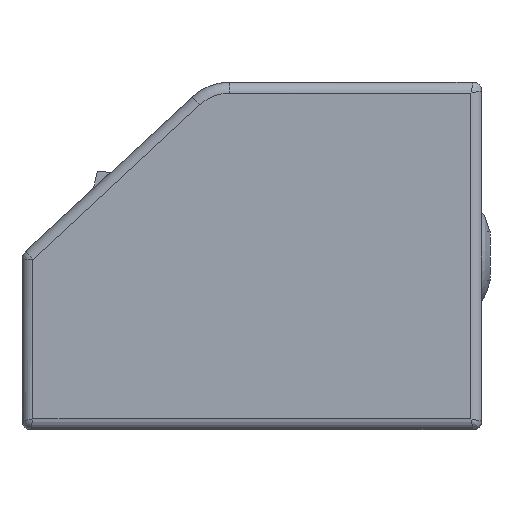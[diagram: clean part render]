
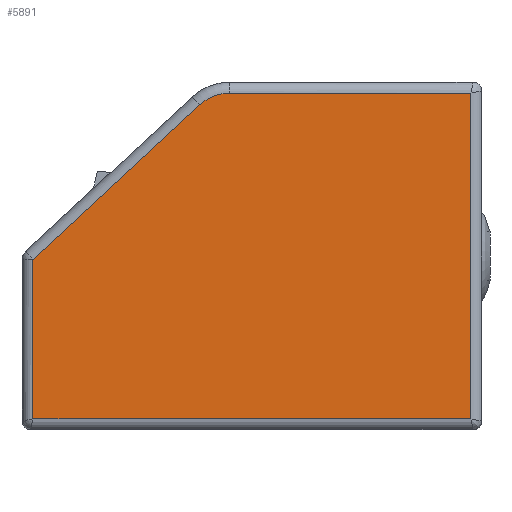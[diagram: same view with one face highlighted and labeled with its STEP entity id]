
A CAD part, left-side view. The second image highlights one B-rep face of the part: STEP entity #5891.
In plain terms, the highlighted planar face has unit normal (-1, 0, 0).
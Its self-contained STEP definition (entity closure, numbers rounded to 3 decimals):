
#14 = AXIS2_PLACEMENT_3D ( 'NONE', #9950, #5134, #273 ) ;
#152 = VERTEX_POINT ( 'NONE', #4795 ) ;
#209 = VECTOR ( 'NONE', #8975, 1000. ) ;
#273 = DIRECTION ( 'NONE',  ( 0., 0., -1. ) ) ;
#300 = PLANE ( 'NONE',  #7514 ) ;
#324 = LINE ( 'NONE', #902, #209 ) ;
#762 = EDGE_CURVE ( 'NONE', #7364, #4411, #8633, .T. ) ;
#902 = CARTESIAN_POINT ( 'NONE',  ( -506.45, -11.838, -62.059 ) ) ;
#1069 = CARTESIAN_POINT ( 'NONE',  ( -506.45, -41.238, -62.059 ) ) ;
#1114 = DIRECTION ( 'NONE',  ( 0., 0., -1. ) ) ;
#1150 = CIRCLE ( 'NONE', #14, 0.067 ) ;
#1200 = EDGE_CURVE ( 'NONE', #7007, #2957, #5605, .T. ) ;
#2586 = EDGE_CURVE ( 'NONE', #4411, #5209, #4650, .T. ) ;
#2800 = EDGE_CURVE ( 'NONE', #3081, #7364, #3520, .T. ) ;
#2957 = VERTEX_POINT ( 'NONE', #5720 ) ;
#3081 = VERTEX_POINT ( 'NONE', #1069 ) ;
#3412 = VECTOR ( 'NONE', #9295, 1000. ) ;
#3520 = LINE ( 'NONE', #9224, #3412 ) ;
#3599 = CARTESIAN_POINT ( 'NONE',  ( -506.45, 38.762, -32.962 ) ) ;
#4411 = VERTEX_POINT ( 'NONE', #5968 ) ;
#4601 = DIRECTION ( 'NONE',  ( 0., 0.734, -0.68 ) ) ;
#4650 = CIRCLE ( 'NONE', #7316, 8. ) ;
#4795 = CARTESIAN_POINT ( 'NONE',  ( -506.45, 38.741, -32.913 ) ) ;
#5134 = DIRECTION ( 'NONE',  ( -1., 0., 0. ) ) ;
#5209 = VERTEX_POINT ( 'NONE', #5713 ) ;
#5339 = EDGE_CURVE ( 'NONE', #152, #7007, #1150, .T. ) ;
#5362 = CARTESIAN_POINT ( 'NONE',  ( -506.45, -3.808, 6.508 ) ) ;
#5550 = ORIENTED_EDGE ( 'NONE', *, *, #2800, .T. ) ;
#5575 = ORIENTED_EDGE ( 'NONE', *, *, #762, .T. ) ;
#5583 = ORIENTED_EDGE ( 'NONE', *, *, #2586, .T. ) ;
#5597 = VECTOR ( 'NONE', #10291, 1000. ) ;
#5605 = LINE ( 'NONE', #10312, #5597 ) ;
#5652 = ORIENTED_EDGE ( 'NONE', *, *, #9438, .T. ) ;
#5682 = ORIENTED_EDGE ( 'NONE', *, *, #5339, .T. ) ;
#5696 = ORIENTED_EDGE ( 'NONE', *, *, #1200, .T. ) ;
#5708 = ORIENTED_EDGE ( 'NONE', *, *, #7127, .T. ) ;
#5713 = CARTESIAN_POINT ( 'NONE',  ( -506.45, 8.279, -4.691 ) ) ;
#5720 = CARTESIAN_POINT ( 'NONE',  ( -506.45, 38.762, -62.059 ) ) ;
#5891 = ADVANCED_FACE ( 'NONE', ( #8547 ), #300, .F. ) ;
#5968 = CARTESIAN_POINT ( 'NONE',  ( -506.45, 2.842, -2.559 ) ) ;
#6044 = VECTOR ( 'NONE', #4601, 1000. ) ;
#6284 = LINE ( 'NONE', #5362, #6044 ) ;
#6992 = CARTESIAN_POINT ( 'NONE',  ( -506.45, -11.838, -2.559 ) ) ;
#7007 = VERTEX_POINT ( 'NONE', #3599 ) ;
#7127 = EDGE_CURVE ( 'NONE', #2957, #3081, #324, .T. ) ;
#7290 = DIRECTION ( 'NONE',  ( 0., 1., 0. ) ) ;
#7316 = AXIS2_PLACEMENT_3D ( 'NONE', #7700, #7596, #7362 ) ;
#7362 = DIRECTION ( 'NONE',  ( 0., 0., -1. ) ) ;
#7364 = VERTEX_POINT ( 'NONE', #9265 ) ;
#7514 = AXIS2_PLACEMENT_3D ( 'NONE', #9981, #8349, #1114 ) ;
#7596 = DIRECTION ( 'NONE',  ( -1., 0., 0. ) ) ;
#7700 = CARTESIAN_POINT ( 'NONE',  ( -506.45, 2.842, -10.559 ) ) ;
#8349 = DIRECTION ( 'NONE',  ( 1., 0., 0. ) ) ;
#8521 = VECTOR ( 'NONE', #7290, 1000. ) ;
#8547 = FACE_OUTER_BOUND ( 'NONE', #8948, .T. ) ;
#8633 = LINE ( 'NONE', #6992, #8521 ) ;
#8948 = EDGE_LOOP ( 'NONE', ( #5550, #5575, #5583, #5652, #5682, #5696, #5708 ) ) ;
#8975 = DIRECTION ( 'NONE',  ( 0., -1., 0. ) ) ;
#9224 = CARTESIAN_POINT ( 'NONE',  ( -506.45, -41.238, -2.159 ) ) ;
#9265 = CARTESIAN_POINT ( 'NONE',  ( -506.45, -41.238, -2.559 ) ) ;
#9295 = DIRECTION ( 'NONE',  ( 0., 0., 1. ) ) ;
#9438 = EDGE_CURVE ( 'NONE', #5209, #152, #6284, .T. ) ;
#9950 = CARTESIAN_POINT ( 'NONE',  ( -506.45, 38.695, -32.962 ) ) ;
#9981 = CARTESIAN_POINT ( 'NONE',  ( -506.45, -11.838, -2.159 ) ) ;
#10291 = DIRECTION ( 'NONE',  ( 0., 0., -1. ) ) ;
#10312 = CARTESIAN_POINT ( 'NONE',  ( -506.45, 38.762, -2.159 ) ) ;
